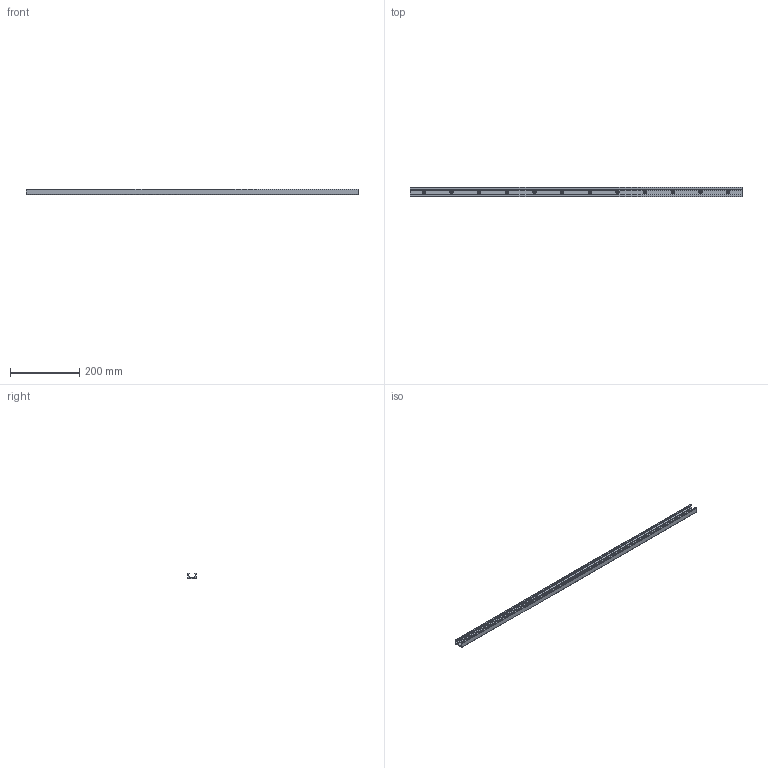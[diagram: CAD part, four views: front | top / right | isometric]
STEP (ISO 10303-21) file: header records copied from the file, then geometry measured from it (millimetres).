
FILE_DESCRIPTION (( 'STEP AP203' ), '1' );
FILE_NAME ('LUV-1-960.step', '2024-05-13T17:27:40', ( '' ), ( '' ), 'SwSTEP 2.0', 'SolidWorks 2023', '' );
FILE_SCHEMA (( 'CONFIG_CONTROL_DESIGN' ));
Length unit declared in the file: millimetre
Products named in the file (1): LUV-1-960
Bounding box: 960 x 26.01 x 15.01 mm (x, y, z)
Volume: 172857.6 mm3; surface area: 101919.5 mm2
Topology: 1 solids, 1 shells, 88 faces, 222 edges, 148 vertices
Faces by surface type: cylinder 63, plane 25
Entity records: 2837 total; most frequent: DIRECTION 526, CARTESIAN_POINT 459, ORIENTED_EDGE 444, EDGE_CURVE 222, AXIS2_PLACEMENT_3D 215, VERTEX_POINT 148, CIRCLE 126, EDGE_LOOP 124
